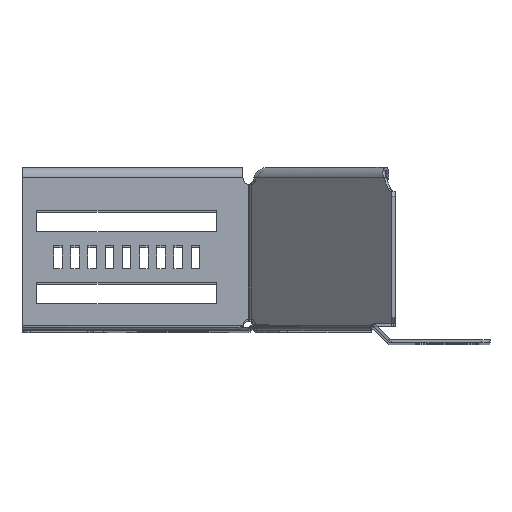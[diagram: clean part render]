
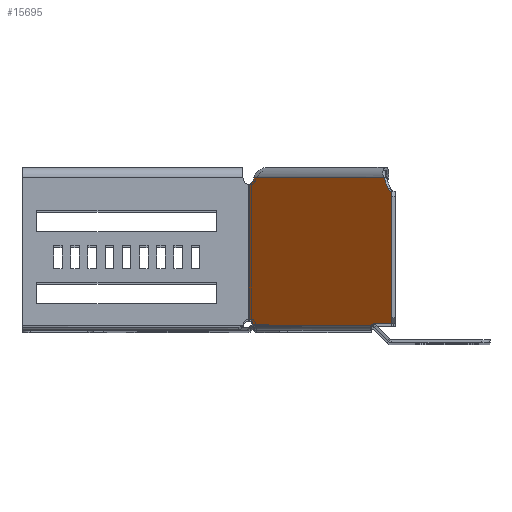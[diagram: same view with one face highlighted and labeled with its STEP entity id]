
A CAD part, top view. The second image highlights one B-rep face of the part: STEP entity #15695.
In plain terms, the highlighted face is planar.
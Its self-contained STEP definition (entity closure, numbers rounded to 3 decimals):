
#349 = EDGE_CURVE ( 'NONE', #2204, #5214, #923, .T. ) ;
#362 = CARTESIAN_POINT ( 'NONE',  ( -79.72, 0., -6.75 ) ) ;
#684 = FACE_OUTER_BOUND ( 'NONE', #16703, .T. ) ;
#701 = EDGE_CURVE ( 'NONE', #3063, #20745, #2359, .T. ) ;
#797 = ORIENTED_EDGE ( 'NONE', *, *, #4989, .T. ) ;
#883 = EDGE_CURVE ( 'NONE', #12162, #2204, #5242, .T. ) ;
#923 = LINE ( 'NONE', #15566, #2561 ) ;
#1203 = AXIS2_PLACEMENT_3D ( 'NONE', #19555, #19876, #8432 ) ;
#1322 = CARTESIAN_POINT ( 'NONE',  ( -148.141, 49.575, -6.75 ) ) ;
#1405 = DIRECTION ( 'NONE',  ( 0., 0., -1. ) ) ;
#1615 = CARTESIAN_POINT ( 'NONE',  ( -206.54, 53.25, -6.75 ) ) ;
#1867 = ORIENTED_EDGE ( 'NONE', *, *, #20343, .F. ) ;
#1942 = DIRECTION ( 'NONE',  ( 0., -1., 0. ) ) ;
#2204 = VERTEX_POINT ( 'NONE', #7495 ) ;
#2314 = LINE ( 'NONE', #15383, #10878 ) ;
#2359 = LINE ( 'NONE', #8751, #5903 ) ;
#2507 = DIRECTION ( 'NONE',  ( 1., 0., 0. ) ) ;
#2518 = CARTESIAN_POINT ( 'NONE',  ( -81.6, 1.75, -6.75 ) ) ;
#2544 = CARTESIAN_POINT ( 'NONE',  ( -79.72, 3.969, -6.75 ) ) ;
#2561 = VECTOR ( 'NONE', #7411, 1000. ) ;
#2953 = ORIENTED_EDGE ( 'NONE', *, *, #349, .F. ) ;
#3055 = CARTESIAN_POINT ( 'NONE',  ( -149.72, 2.25, -6.75 ) ) ;
#3063 = VERTEX_POINT ( 'NONE', #20750 ) ;
#3164 = VERTEX_POINT ( 'NONE', #7093 ) ;
#3449 = VERTEX_POINT ( 'NONE', #12729 ) ;
#3573 = CIRCLE ( 'NONE', #15273, 2.25 ) ;
#3703 = VECTOR ( 'NONE', #17962, 1000. ) ;
#3886 = ORIENTED_EDGE ( 'NONE', *, *, #883, .F. ) ;
#4336 = DIRECTION ( 'NONE',  ( 0., -1., 0. ) ) ;
#4605 = DIRECTION ( 'NONE',  ( 0., 0., -1. ) ) ;
#4659 = ORIENTED_EDGE ( 'NONE', *, *, #17439, .F. ) ;
#4843 = ORIENTED_EDGE ( 'NONE', *, *, #701, .F. ) ;
#4989 = EDGE_CURVE ( 'NONE', #3449, #5214, #9872, .T. ) ;
#5214 = VERTEX_POINT ( 'NONE', #6951 ) ;
#5242 = CIRCLE ( 'NONE', #17992, 2.25 ) ;
#5699 = CARTESIAN_POINT ( 'NONE',  ( -137.139, 68.632, -6.75 ) ) ;
#5903 = VECTOR ( 'NONE', #4336, 1000. ) ;
#6003 = LINE ( 'NONE', #5699, #19392 ) ;
#6008 = DIRECTION ( 'NONE',  ( 0., 1., 0. ) ) ;
#6016 = AXIS2_PLACEMENT_3D ( 'NONE', #12565, #4605, #20359 ) ;
#6552 = VERTEX_POINT ( 'NONE', #2544 ) ;
#6951 = CARTESIAN_POINT ( 'NONE',  ( -81.948, 53.25, -6.75 ) ) ;
#7029 = VERTEX_POINT ( 'NONE', #2518 ) ;
#7093 = CARTESIAN_POINT ( 'NONE',  ( -141.09, 2.25, -6.75 ) ) ;
#7237 = LINE ( 'NONE', #10475, #12235 ) ;
#7411 = DIRECTION ( 'NONE',  ( -0.5, 0.866, 0. ) ) ;
#7495 = CARTESIAN_POINT ( 'NONE',  ( -81.299, 52.125, -6.75 ) ) ;
#7645 = EDGE_CURVE ( 'NONE', #12162, #6552, #17671, .T. ) ;
#7874 = AXIS2_PLACEMENT_3D ( 'NONE', #7956, #20443, #10771 ) ;
#7956 = CARTESIAN_POINT ( 'NONE',  ( -150.09, 50.7, -6.75 ) ) ;
#8432 = DIRECTION ( 'NONE',  ( 0., 1., 0. ) ) ;
#8751 = CARTESIAN_POINT ( 'NONE',  ( -149.72, 0., -6.75 ) ) ;
#8784 = ORIENTED_EDGE ( 'NONE', *, *, #17371, .F. ) ;
#9363 = CARTESIAN_POINT ( 'NONE',  ( -79.35, 53.25, -6.75 ) ) ;
#9872 = LINE ( 'NONE', #1615, #3703 ) ;
#9920 = DIRECTION ( 'NONE',  ( 0., 1., 0. ) ) ;
#10404 = EDGE_CURVE ( 'NONE', #3164, #19832, #16079, .T. ) ;
#10475 = CARTESIAN_POINT ( 'NONE',  ( -206.54, 2.25, -6.75 ) ) ;
#10516 = DIRECTION ( 'NONE',  ( -0.5, -0.866, 0. ) ) ;
#10771 = DIRECTION ( 'NONE',  ( 0., 1., 0. ) ) ;
#10774 = DIRECTION ( 'NONE',  ( 1., 0., 0. ) ) ;
#10878 = VECTOR ( 'NONE', #2507, 1000. ) ;
#11488 = CARTESIAN_POINT ( 'NONE',  ( -79.72, 51.031, -6.75 ) ) ;
#12162 = VERTEX_POINT ( 'NONE', #11488 ) ;
#12235 = VECTOR ( 'NONE', #10774, 1000. ) ;
#12565 = CARTESIAN_POINT ( 'NONE',  ( -141.09, 0., -6.75 ) ) ;
#12729 = CARTESIAN_POINT ( 'NONE',  ( -146.02, 53.25, -6.75 ) ) ;
#13159 = VECTOR ( 'NONE', #1942, 1000. ) ;
#13235 = PLANE ( 'NONE',  #1203 ) ;
#13892 = CIRCLE ( 'NONE', #7874, 2.25 ) ;
#14009 = ORIENTED_EDGE ( 'NONE', *, *, #18615, .F. ) ;
#14736 = DIRECTION ( 'NONE',  ( 0., 0., -1. ) ) ;
#15194 = EDGE_CURVE ( 'NONE', #7029, #6552, #3573, .T. ) ;
#15273 = AXIS2_PLACEMENT_3D ( 'NONE', #17584, #14736, #9920 ) ;
#15380 = ORIENTED_EDGE ( 'NONE', *, *, #15194, .F. ) ;
#15383 = CARTESIAN_POINT ( 'NONE',  ( -206.54, 1.75, -6.75 ) ) ;
#15566 = CARTESIAN_POINT ( 'NONE',  ( -81.299, 52.125, -6.75 ) ) ;
#15695 = ADVANCED_FACE ( 'NONE', ( #684 ), #13235, .F. ) ;
#16079 = CIRCLE ( 'NONE', #6016, 2.25 ) ;
#16134 = CARTESIAN_POINT ( 'NONE',  ( -139.676, 1.75, -6.75 ) ) ;
#16634 = VERTEX_POINT ( 'NONE', #1322 ) ;
#16703 = EDGE_LOOP ( 'NONE', ( #4843, #4659, #1867, #797, #2953, #3886, #19527, #15380, #8784, #17336, #14009 ) ) ;
#17336 = ORIENTED_EDGE ( 'NONE', *, *, #10404, .F. ) ;
#17371 = EDGE_CURVE ( 'NONE', #19832, #7029, #2314, .T. ) ;
#17439 = EDGE_CURVE ( 'NONE', #16634, #3063, #13892, .T. ) ;
#17584 = CARTESIAN_POINT ( 'NONE',  ( -79.35, 1.75, -6.75 ) ) ;
#17671 = LINE ( 'NONE', #362, #13159 ) ;
#17962 = DIRECTION ( 'NONE',  ( 1., 0., 0. ) ) ;
#17992 = AXIS2_PLACEMENT_3D ( 'NONE', #9363, #1405, #6008 ) ;
#18615 = EDGE_CURVE ( 'NONE', #20745, #3164, #7237, .T. ) ;
#19392 = VECTOR ( 'NONE', #10516, 1000. ) ;
#19527 = ORIENTED_EDGE ( 'NONE', *, *, #7645, .T. ) ;
#19555 = CARTESIAN_POINT ( 'NONE',  ( -206.54, 0., -6.75 ) ) ;
#19832 = VERTEX_POINT ( 'NONE', #16134 ) ;
#19876 = DIRECTION ( 'NONE',  ( 0., 0., 1. ) ) ;
#20343 = EDGE_CURVE ( 'NONE', #3449, #16634, #6003, .T. ) ;
#20359 = DIRECTION ( 'NONE',  ( 0., 1., 0. ) ) ;
#20443 = DIRECTION ( 'NONE',  ( 0., 0., -1. ) ) ;
#20745 = VERTEX_POINT ( 'NONE', #3055 ) ;
#20750 = CARTESIAN_POINT ( 'NONE',  ( -149.72, 48.481, -6.75 ) ) ;
